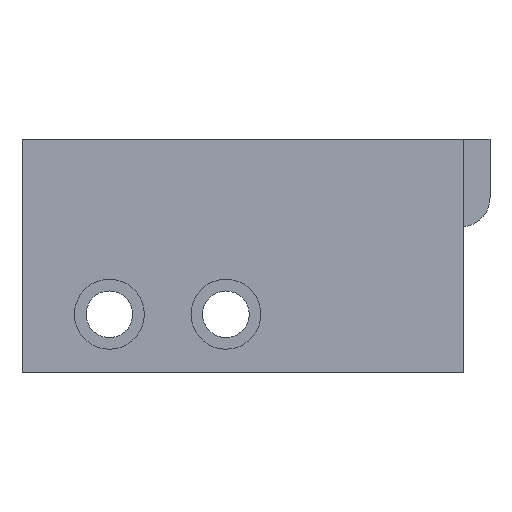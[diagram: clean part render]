
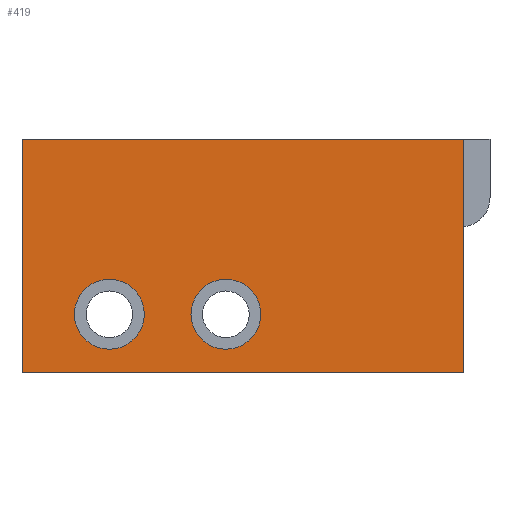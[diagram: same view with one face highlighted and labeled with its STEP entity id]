
A CAD part, front view. The second image highlights one B-rep face of the part: STEP entity #419.
In plain terms, the highlighted planar face has unit normal (0, -1, 0).
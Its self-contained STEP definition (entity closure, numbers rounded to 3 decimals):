
#4 = EDGE_LOOP ( 'NONE', ( #1321, #1095 ) ) ;
#10 = DIRECTION ( 'NONE',  ( 0., 1., 0. ) ) ;
#21 = DIRECTION ( 'NONE',  ( 0., 0., -1. ) ) ;
#117 = DIRECTION ( 'NONE',  ( 0., 0., -1. ) ) ;
#187 = ORIENTED_EDGE ( 'NONE', *, *, #1922, .F. ) ;
#261 = EDGE_LOOP ( 'NONE', ( #1914, #1164, #187, #2421 ) ) ;
#303 = CARTESIAN_POINT ( 'NONE',  ( -5.3, 0., -3. ) ) ;
#327 = LINE ( 'NONE', #1125, #1341 ) ;
#379 = VERTEX_POINT ( 'NONE', #1679 ) ;
#419 = ADVANCED_FACE ( 'NONE', ( #1143, #1214, #2051 ), #1128, .F. ) ;
#432 = VERTEX_POINT ( 'NONE', #1838 ) ;
#553 = DIRECTION ( 'NONE',  ( 0., -1., 0. ) ) ;
#626 = LINE ( 'NONE', #1985, #2662 ) ;
#628 = ORIENTED_EDGE ( 'NONE', *, *, #2164, .F. ) ;
#634 = VERTEX_POINT ( 'NONE', #832 ) ;
#668 = EDGE_CURVE ( 'NONE', #2884, #379, #2473, .T. ) ;
#692 = VERTEX_POINT ( 'NONE', #2144 ) ;
#725 = LINE ( 'NONE', #1118, #1088 ) ;
#747 = DIRECTION ( 'NONE',  ( 0., 0., -1. ) ) ;
#795 = CARTESIAN_POINT ( 'NONE',  ( -5.3, 0., -3. ) ) ;
#832 = CARTESIAN_POINT ( 'NONE',  ( 2.867, 0., 3. ) ) ;
#874 = VERTEX_POINT ( 'NONE', #2847 ) ;
#876 = DIRECTION ( 'NONE',  ( 1., 0., 0. ) ) ;
#906 = VERTEX_POINT ( 'NONE', #1334 ) ;
#995 = DIRECTION ( 'NONE',  ( 0., -1., 0. ) ) ;
#1027 = DIRECTION ( 'NONE',  ( 0., -1., 0. ) ) ;
#1052 = CIRCLE ( 'NONE', #2844, 1.2 ) ;
#1088 = VECTOR ( 'NONE', #1625, 1000. ) ;
#1095 = ORIENTED_EDGE ( 'NONE', *, *, #2008, .F. ) ;
#1118 = CARTESIAN_POINT ( 'NONE',  ( 2.867, 0., -5. ) ) ;
#1125 = CARTESIAN_POINT ( 'NONE',  ( -12.3, 0., -5. ) ) ;
#1128 = PLANE ( 'NONE',  #1349 ) ;
#1143 = FACE_BOUND ( 'NONE', #2758, .T. ) ;
#1164 = ORIENTED_EDGE ( 'NONE', *, *, #2107, .T. ) ;
#1193 = CIRCLE ( 'NONE', #2186, 1.2 ) ;
#1214 = FACE_BOUND ( 'NONE', #4, .T. ) ;
#1228 = CARTESIAN_POINT ( 'NONE',  ( -12.3, 0., 3. ) ) ;
#1240 = EDGE_CURVE ( 'NONE', #634, #906, #1658, .T. ) ;
#1262 = CARTESIAN_POINT ( 'NONE',  ( -9.3, 0., -3. ) ) ;
#1299 = VERTEX_POINT ( 'NONE', #1228 ) ;
#1321 = ORIENTED_EDGE ( 'NONE', *, *, #2245, .F. ) ;
#1334 = CARTESIAN_POINT ( 'NONE',  ( 2.867, 0., -5. ) ) ;
#1341 = VECTOR ( 'NONE', #1577, 1000. ) ;
#1349 = AXIS2_PLACEMENT_3D ( 'NONE', #2794, #10, #1460 ) ;
#1413 = DIRECTION ( 'NONE',  ( 0., -1., 0. ) ) ;
#1460 = DIRECTION ( 'NONE',  ( -1., 0., 0. ) ) ;
#1473 = AXIS2_PLACEMENT_3D ( 'NONE', #795, #995, #1910 ) ;
#1577 = DIRECTION ( 'NONE',  ( 0., 0., -1. ) ) ;
#1588 = ORIENTED_EDGE ( 'NONE', *, *, #668, .F. ) ;
#1625 = DIRECTION ( 'NONE',  ( -1., 0., 0. ) ) ;
#1658 = LINE ( 'NONE', #2567, #2275 ) ;
#1679 = CARTESIAN_POINT ( 'NONE',  ( -9.3, 0., -1.8 ) ) ;
#1838 = CARTESIAN_POINT ( 'NONE',  ( -5.3, 0., -1.8 ) ) ;
#1898 = DIRECTION ( 'NONE',  ( 0., 0., -1. ) ) ;
#1910 = DIRECTION ( 'NONE',  ( 0., 0., -1. ) ) ;
#1914 = ORIENTED_EDGE ( 'NONE', *, *, #2528, .F. ) ;
#1922 = EDGE_CURVE ( 'NONE', #906, #874, #725, .T. ) ;
#1985 = CARTESIAN_POINT ( 'NONE',  ( 2.867, 0., 3. ) ) ;
#1990 = CIRCLE ( 'NONE', #1473, 1.2 ) ;
#2008 = EDGE_CURVE ( 'NONE', #432, #692, #1990, .T. ) ;
#2034 = CARTESIAN_POINT ( 'NONE',  ( -9.3, 0., -3. ) ) ;
#2051 = FACE_OUTER_BOUND ( 'NONE', #261, .T. ) ;
#2107 = EDGE_CURVE ( 'NONE', #1299, #874, #327, .T. ) ;
#2144 = CARTESIAN_POINT ( 'NONE',  ( -5.3, 0., -4.2 ) ) ;
#2164 = EDGE_CURVE ( 'NONE', #379, #2884, #1193, .T. ) ;
#2186 = AXIS2_PLACEMENT_3D ( 'NONE', #2034, #1027, #21 ) ;
#2245 = EDGE_CURVE ( 'NONE', #692, #432, #1052, .T. ) ;
#2275 = VECTOR ( 'NONE', #117, 1000. ) ;
#2339 = AXIS2_PLACEMENT_3D ( 'NONE', #1262, #553, #1898 ) ;
#2421 = ORIENTED_EDGE ( 'NONE', *, *, #1240, .F. ) ;
#2473 = CIRCLE ( 'NONE', #2339, 1.2 ) ;
#2528 = EDGE_CURVE ( 'NONE', #1299, #634, #626, .T. ) ;
#2567 = CARTESIAN_POINT ( 'NONE',  ( 2.867, 0., 3. ) ) ;
#2662 = VECTOR ( 'NONE', #876, 1000. ) ;
#2758 = EDGE_LOOP ( 'NONE', ( #1588, #628 ) ) ;
#2794 = CARTESIAN_POINT ( 'NONE',  ( 2.867, 0., 3. ) ) ;
#2815 = CARTESIAN_POINT ( 'NONE',  ( -9.3, 0., -4.2 ) ) ;
#2844 = AXIS2_PLACEMENT_3D ( 'NONE', #303, #1413, #747 ) ;
#2847 = CARTESIAN_POINT ( 'NONE',  ( -12.3, 0., -5. ) ) ;
#2884 = VERTEX_POINT ( 'NONE', #2815 ) ;
